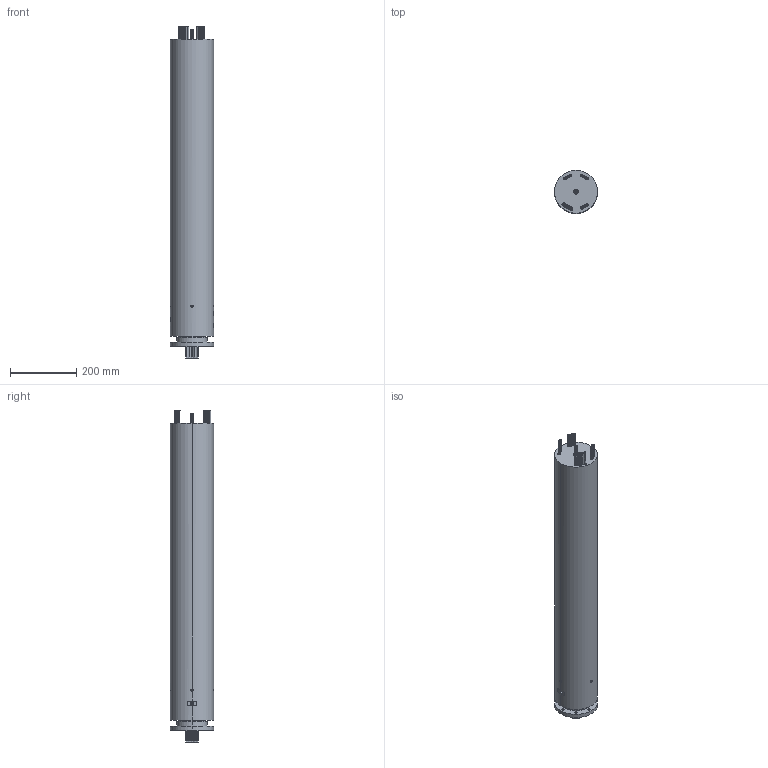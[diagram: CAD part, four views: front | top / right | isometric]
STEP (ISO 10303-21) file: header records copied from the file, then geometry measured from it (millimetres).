
FILE_DESCRIPTION (( 'STEP AP203' ), '1' );
FILE_NAME ('REPH300-02-P5210-S180.STEP', '2020-08-06T02:07:46', ( 'gongcheng1' ), ( '' ), 'SwSTEP 2.0', 'SolidWorks 2014', '' );
FILE_SCHEMA (( 'CONFIG_CONTROL_DESIGN' ));
Length unit declared in the file: millimetre
Products named in the file (1): REPH300-02-P5210-S180
Bounding box: 130 x 130 x 1002 mm (x, y, z)
Volume: 12196239.9 mm3; surface area: 492436.6 mm2
Topology: 1 solids, 1 shells, 1346 faces, 2751 edges, 1817 vertices
Faces by surface type: cylinder 887, plane 439, cone 20
Entity records: 36546 total; most frequent: DIRECTION 7203, CARTESIAN_POINT 6157, ORIENTED_EDGE 5474, AXIS2_PLACEMENT_3D 3127, EDGE_CURVE 2737, VERTEX_POINT 1817, EDGE_LOOP 1786, CIRCLE 1780
